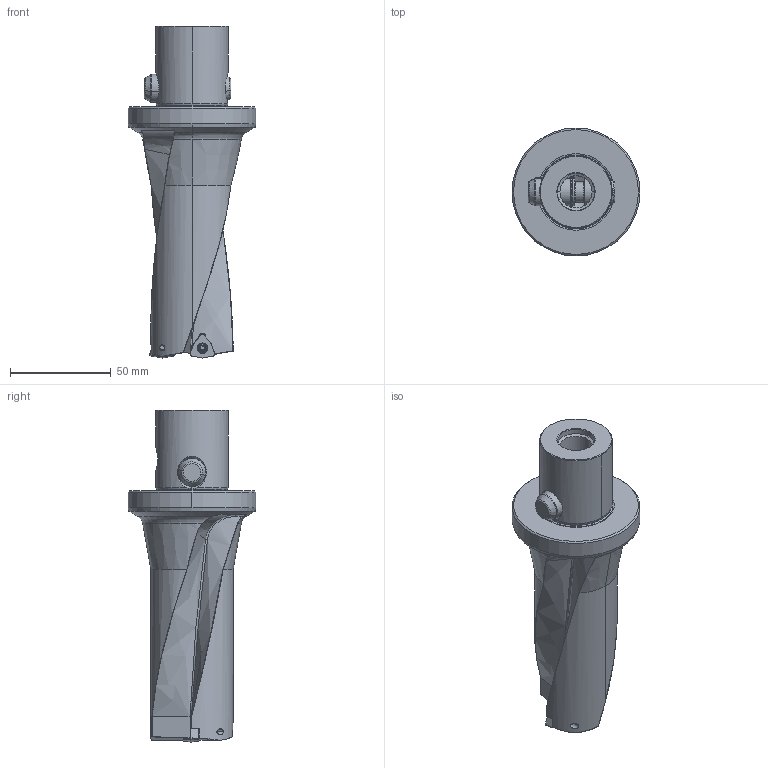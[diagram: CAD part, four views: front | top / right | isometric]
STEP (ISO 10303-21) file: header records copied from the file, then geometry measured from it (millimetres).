
FILE_DESCRIPTION(('no description'),'unknown implementation level');
FILE_NAME('81AA9CA3-063C-4353-9950-71FB7D19A2C4_export.stp',' ',('CIMSOURCE GmbH'),('CADClick - KiM GmbH - www.kimweb.de'),'unknown preprocess','ACIS','unknown authorization');
FILE_SCHEMA(('automotive_design'));
Length unit declared in the file: millimetre
Products named in the file (7): 336.642 Kaiser WB 42-84 X CK6|336.642 Kaiser WB 42-84 X CK6_Standard-2;NONE; 336.642 Kaiser WB 42-84 X CK6|336.642 Kaiser WB 42-84 X CK6_Standard-1;NONE; 336.642 Kaiser WB 42-84 X CK6|336.642 Kaiser WB 42-84 X CK6_Standard;NONE; 336.642 Kaiser WB 42-84 X CK6|694.137 Kasier ETL M3,5 X 9,4 T10 IP 10S_Standard;NONE; 336.642 Kaiser WB 42-84 X CK6|691.506 Kaiser ETL D14 X 43K_Standard|693.305 Sprengring_Standard;NONE; 336.642 Kaiser WB 42-84 X CK6|691.506 Kaiser ETL D14 X 43K_Standard|691.526 Mitnehmerbolzen_Standard;NONE
Bounding box: 63.5 x 63.5 x 164.8 mm (x, y, z)
Volume: 177448 mm3; surface area: 35889 mm2
Topology: 7 solids, 7 shells, 390 faces, 951 edges, 577 vertices
Faces by surface type: cylinder 124, plane 89, cone 78, bspline 49, torus 45, sphere 5
Entity records: 76509 total; most frequent: CARTESIAN_POINT 56666, STYLED_ITEM 1921, PRESENTATION_STYLE_ASSIGNMENT 1921, COLOUR_RGB 1921, ORIENTED_EDGE 1894, DIRECTION 1880, EDGE_CURVE 947, CURVE_STYLE 947
